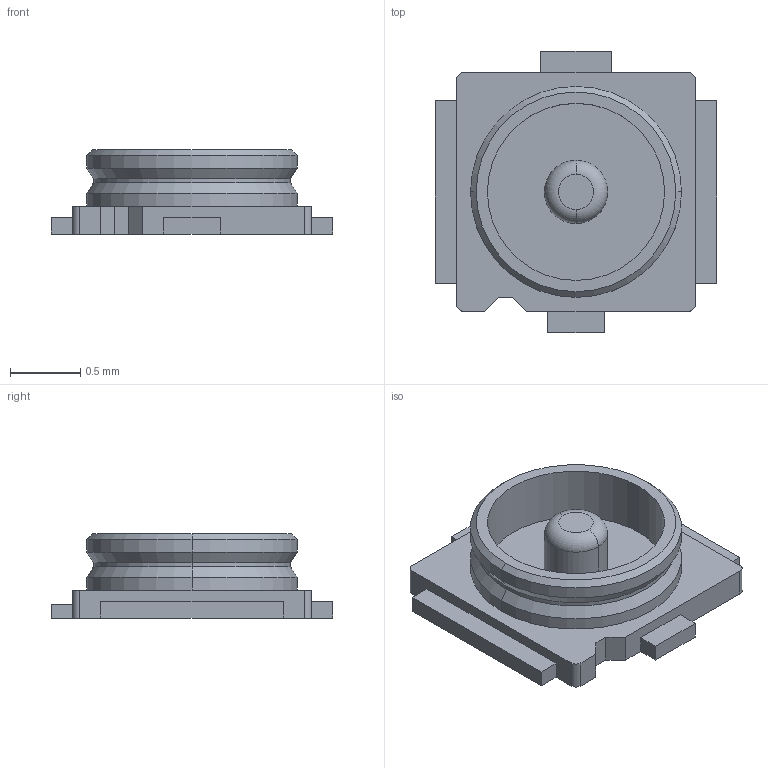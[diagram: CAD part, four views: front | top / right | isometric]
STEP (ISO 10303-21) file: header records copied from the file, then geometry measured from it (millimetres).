
FILE_DESCRIPTION((''),'2;1');
FILE_NAME('C-2334884-1','2019-03-07T07:13:53',('workeradm'),('TE Connectivity Ltd.'),'CREO PARAMETRIC BY PTC INC, 2018190','CREO PARAMETRIC BY PTC INC, 2018190','');
FILE_SCHEMA(('AUTOMOTIVE_DESIGN { 1 0 10303 214 1 1 1 1 }'));
Length unit declared in the file: millimetre
Products named in the file (1): C-2334884-1
Bounding box: 2 x 2 x 0.6 mm (x, y, z)
Volume: 0.9 mm3; surface area: 12.2 mm2
Topology: 1 solids, 1 shells, 51 faces, 126 edges, 80 vertices
Faces by surface type: plane 29, cylinder 14, cone 6, torus 2
Entity records: 1543 total; most frequent: DIRECTION 262, CARTESIAN_POINT 259, ORIENTED_EDGE 252, EDGE_CURVE 126, VECTOR 92, LINE 92, AXIS2_PLACEMENT_3D 85, VERTEX_POINT 80
